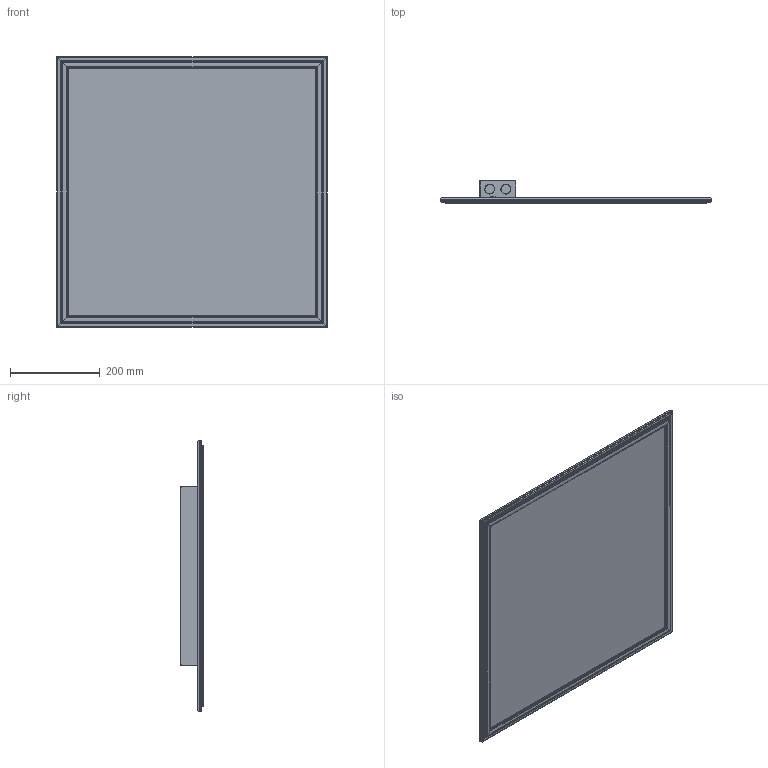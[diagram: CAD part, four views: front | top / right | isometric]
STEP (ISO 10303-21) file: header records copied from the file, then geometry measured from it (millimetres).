
FILE_DESCRIPTION (( 'STEP AP214' ), '1' );
FILE_NAME ('U-GLARE.STEP', '2016-12-19T21:03:09', ( '' ), ( '' ), 'SwSTEP 2.0', 'SolidWorks 2012', '' );
FILE_SCHEMA (( 'AUTOMOTIVE_DESIGN' ));
Length unit declared in the file: inch
Products named in the file (1): U-GLARE
Bounding box: 603.25 x 52.15 x 603.25 mm (x, y, z)
Volume: 2155965.5 mm3; surface area: 1816554.7 mm2
Topology: 7 solids, 7 shells, 788 faces, 2242 edges, 1468 vertices
Faces by surface type: cylinder 422, plane 358, bspline 8
Entity records: 26396 total; most frequent: CARTESIAN_POINT 5547, ORIENTED_EDGE 4484, DIRECTION 4120, EDGE_CURVE 2242, VERTEX_POINT 1468, VECTOR 1382, LINE 1382, AXIS2_PLACEMENT_3D 1369
